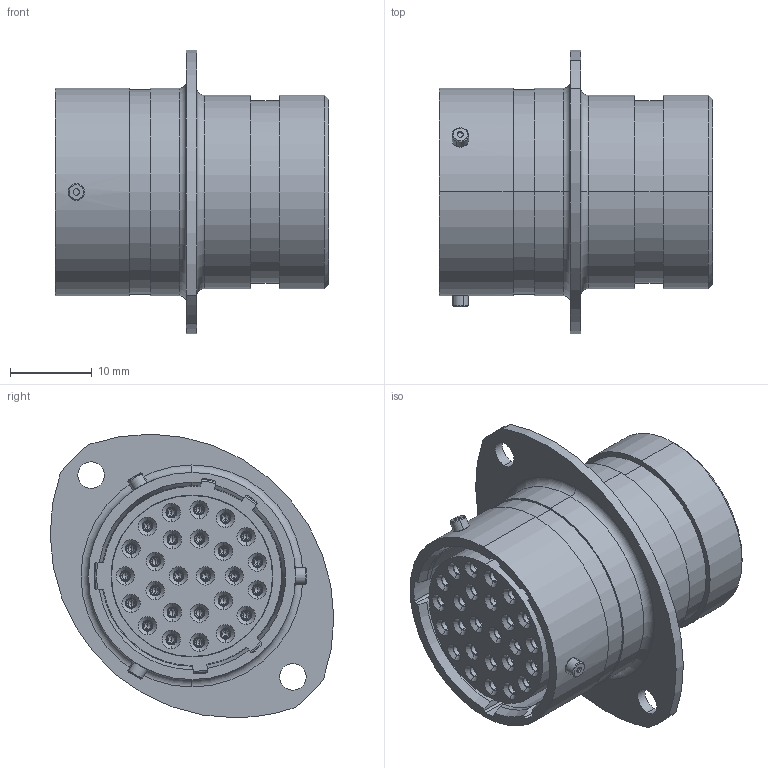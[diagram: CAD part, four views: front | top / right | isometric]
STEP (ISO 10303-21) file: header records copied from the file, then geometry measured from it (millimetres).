
FILE_DESCRIPTION (( 'STEP AP214' ), '1' );
FILE_NAME ('AS016-26SN.STEP', '2017-02-15T11:50:42', ( '' ), ( '' ), 'SwSTEP 2.0', 'SolidWorks 2014', '' );
FILE_SCHEMA (( 'AUTOMOTIVE_DESIGN' ));
Length unit declared in the file: millimetre
Products named in the file (1): AS016-26SN
Bounding box: 33.31 x 34.6 x 34.6 mm (x, y, z)
Volume: 12347 mm3; surface area: 16203.9 mm2
Topology: 4 solids, 5 shells, 2159 faces, 4902 edges, 3049 vertices
Faces by surface type: cylinder 762, plane 665, torus 388, cone 228, bspline 104, sphere 12
Entity records: 88960 total; most frequent: CARTESIAN_POINT 17601, DIRECTION 10525, ORIENTED_EDGE 9688, EDGE_CURVE 4844, AXIS2_PLACEMENT_3D 4443, VERTEX_POINT 3049, EDGE_LOOP 2525, CIRCLE 2387
